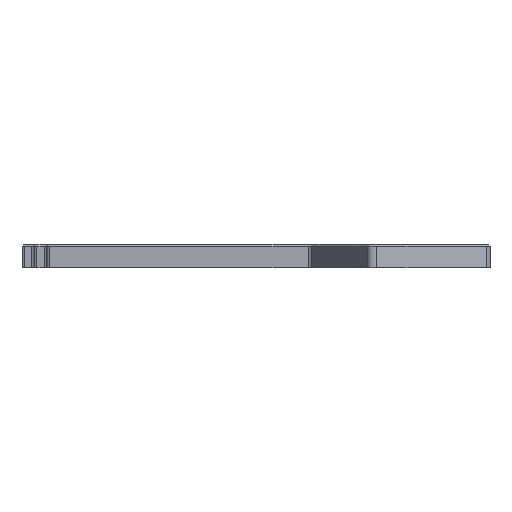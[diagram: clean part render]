
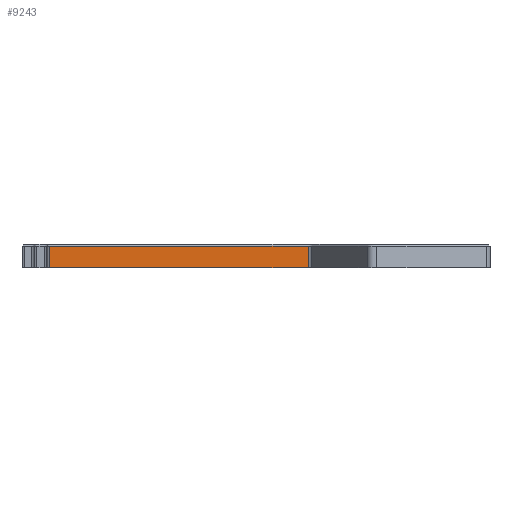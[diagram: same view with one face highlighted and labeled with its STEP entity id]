
A CAD part, left-side view. The second image highlights one B-rep face of the part: STEP entity #9243.
In plain terms, the highlighted planar face has unit normal (-1, 0, 0).
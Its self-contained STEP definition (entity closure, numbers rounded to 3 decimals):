
#685=FACE_OUTER_BOUND('',#1232,.T.);
#1232=EDGE_LOOP('',(#8278,#8279,#8280,#8281));
#1280=LINE('',#12274,#2484);
#2127=LINE('',#14010,#3331);
#2437=LINE('',#14752,#3641);
#2438=LINE('',#14753,#3642);
#2484=VECTOR('',#9913,10.);
#3331=VECTOR('',#11250,10.);
#3641=VECTOR('',#12142,10.);
#3642=VECTOR('',#12143,10.);
#3689=VERTEX_POINT('',#12271);
#3690=VERTEX_POINT('',#12273);
#4333=VERTEX_POINT('',#14004);
#4334=VERTEX_POINT('',#14008);
#4515=EDGE_CURVE('',#3689,#3690,#1280,.T.);
#5411=EDGE_CURVE('',#4334,#4333,#2127,.T.);
#5750=EDGE_CURVE('',#4334,#3690,#2437,.T.);
#5751=EDGE_CURVE('',#4333,#3689,#2438,.T.);
#8278=ORIENTED_EDGE('',*,*,#5411,.F.);
#8279=ORIENTED_EDGE('',*,*,#5750,.T.);
#8280=ORIENTED_EDGE('',*,*,#4515,.F.);
#8281=ORIENTED_EDGE('',*,*,#5751,.F.);
#8768=PLANE('',#9827);
#9243=ADVANCED_FACE('',(#685),#8768,.T.);
#9827=AXIS2_PLACEMENT_3D('',#14751,#12140,#12141);
#9913=DIRECTION('',(0.,1.,0.));
#11250=DIRECTION('',(0.,-1.,0.));
#12140=DIRECTION('center_axis',(-1.,0.,
0.));
#12141=DIRECTION('ref_axis',(0.,1.,0.));
#12142=DIRECTION('',(0.,0.,-1.));
#12143=DIRECTION('',(0.,0.,-1.));
#12271=CARTESIAN_POINT('',(10.411,-64.951,-6.8));
#12273=CARTESIAN_POINT('',(10.396,-14.39,-6.8));
#12274=CARTESIAN_POINT('',(10.411,-64.951,-6.8));
#14004=CARTESIAN_POINT('',(10.411,-64.951,-2.6));
#14008=CARTESIAN_POINT('',(10.396,-14.39,-2.6));
#14010=CARTESIAN_POINT('',(10.409,-59.866,-2.6));
#14751=CARTESIAN_POINT('Origin',(10.411,-64.951,-2.3));
#14752=CARTESIAN_POINT('',(10.396,-14.39,-2.3));
#14753=CARTESIAN_POINT('',(10.411,-64.951,-2.3));
